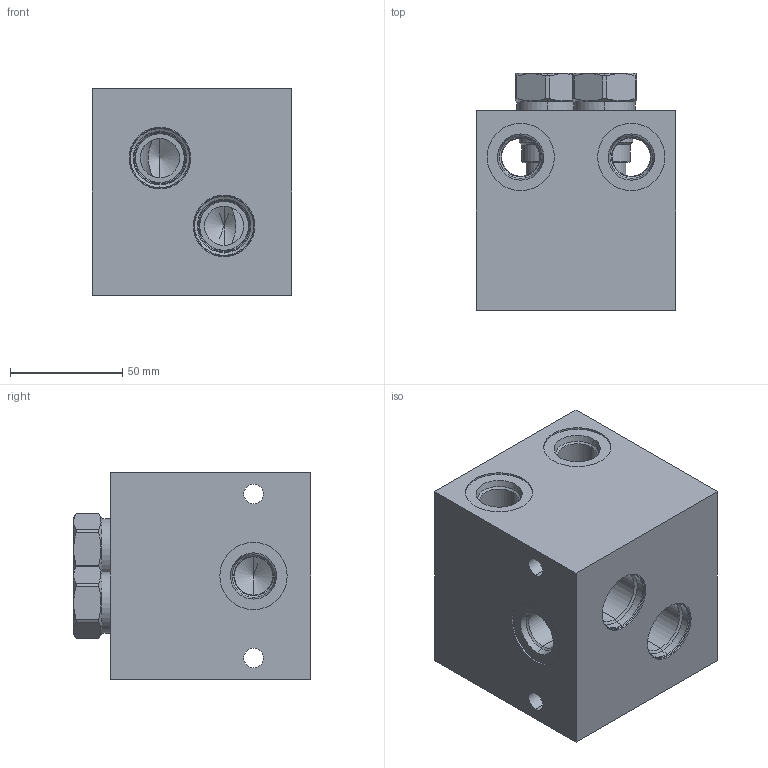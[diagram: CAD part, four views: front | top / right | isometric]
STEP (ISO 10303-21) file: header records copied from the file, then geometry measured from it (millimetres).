
FILE_DESCRIPTION((''),'2;1');
FILE_NAME('CMJ_ASM','2024-05-02T',('ProEService'),(''),'PRO/ENGINEER BY PARAMETRIC TECHNOLOGY CORPORATION, 2014200','PRO/ENGINEER BY PARAMETRIC TECHNOLOGY CORPORATION, 2014200','');
FILE_SCHEMA(('CONFIG_CONTROL_DESIGN'));
Length unit declared in the file: inch
Products named in the file (3): 151-171-004; CXFAXAN; CMJ_ASM
Assembly tree (3 placements, depth 2):
  CMJ_ASM
    151-171-004
    CXFAXAN  x2
Bounding box: 88.9 x 105.56 x 92.08 mm (x, y, z)
Volume: 609784.3 mm3; surface area: 95075.9 mm2
Topology: 7 solids, 7 shells, 359 faces, 1038 edges, 822 vertices
Faces by surface type: cylinder 138, cone 100, plane 57, torus 48, revolution 16
Entity records: 10505 total; most frequent: CARTESIAN_POINT 3115, DIRECTION 1641, ORIENTED_EDGE 1206, EDGE_CURVE 603, AXIS2_PLACEMENT_3D 596, VECTOR 441, LINE 441, VERTEX_POINT 360
